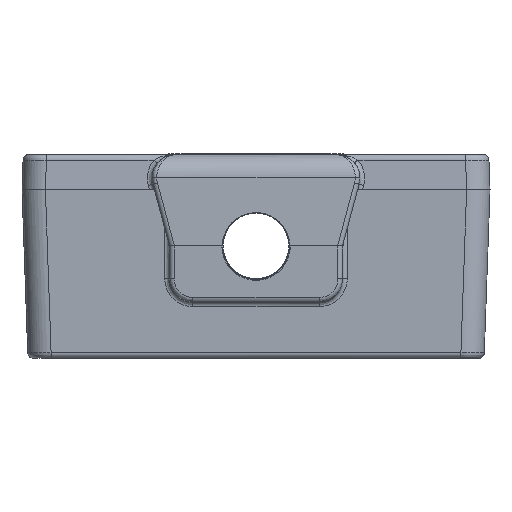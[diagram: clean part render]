
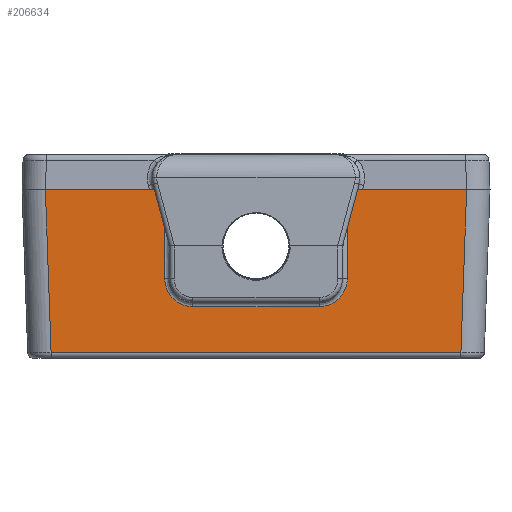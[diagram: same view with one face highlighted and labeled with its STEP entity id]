
A CAD part, left-side view. The second image highlights one B-rep face of the part: STEP entity #206634.
In plain terms, the highlighted planar face has unit normal (-1, 0, -0.018).
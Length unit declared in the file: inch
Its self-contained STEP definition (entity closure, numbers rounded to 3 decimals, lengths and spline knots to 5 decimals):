
#342 = EDGE_CURVE ( 'NONE', #193148, #43028, #196592, .T. ) ;
#386 = VECTOR ( 'NONE', #113331, 39.37008 ) ;
#4595 = CARTESIAN_POINT ( 'NONE',  ( -2.26511, 0.45743, -0.14423 ) ) ;
#6356 = ORIENTED_EDGE ( 'NONE', *, *, #152669, .F. ) ;
#10470 = CARTESIAN_POINT ( 'NONE',  ( -2.2641, -0.35714, -0.20203 ) ) ;
#12801 = CARTESIAN_POINT ( 'NONE',  ( -2.26603, -0.4836, -0.09132 ) ) ;
#13130 = EDGE_CURVE ( 'NONE', #136303, #220982, #34642, .T. ) ;
#16746 = DIRECTION ( 'NONE',  ( -0.017, 0.035, 0.999 ) ) ;
#16762 = ORIENTED_EDGE ( 'NONE', *, *, #216975, .F. ) ;
#22498 = CARTESIAN_POINT ( 'NONE',  ( -2.26443, 0.41305, -0.18314 ) ) ;
#23407 = CARTESIAN_POINT ( 'NONE',  ( -2.2641, -1.375, -0.20206 ) ) ;
#26426 = DIRECTION ( 'NONE',  ( 0., 1., 0. ) ) ;
#26519 = DIRECTION ( 'NONE',  ( 0., -1., 0. ) ) ;
#27158 = CARTESIAN_POINT ( 'NONE',  ( -2.26511, -0.45745, -0.14424 ) ) ;
#28339 = CARTESIAN_POINT ( 'NONE',  ( -2.26672, -0.4875, -0.05206 ) ) ;
#32321 = EDGE_CURVE ( 'NONE', #43028, #207375, #50960, .T. ) ;
#33726 = CARTESIAN_POINT ( 'NONE',  ( -2.275, -1.125, 0.4225 ) ) ;
#33807 = CARTESIAN_POINT ( 'NONE',  ( -2.275, -0.4875, 0.4225 ) ) ;
#33839 = EDGE_CURVE ( 'NONE', #61165, #225012, #96580, .T. ) ;
#34642 = LINE ( 'NONE', #180273, #163744 ) ;
#36197 = FACE_OUTER_BOUND ( 'NONE', #185459, .T. ) ;
#40428 = CARTESIAN_POINT ( 'NONE',  ( -2.26637, 0.48746, -0.0717 ) ) ;
#40532 = CARTESIAN_POINT ( 'NONE',  ( -2.25184, -1.07867, -0.90408 ) ) ;
#43028 = VERTEX_POINT ( 'NONE', #33807 ) ;
#45148 = ORIENTED_EDGE ( 'NONE', *, *, #57927, .F. ) ;
#45348 = VECTOR ( 'NONE', #26519, 39.37008 ) ;
#50960 = LINE ( 'NONE', #194291, #73101 ) ;
#52337 = ORIENTED_EDGE ( 'NONE', *, *, #13130, .F. ) ;
#57927 = EDGE_CURVE ( 'NONE', #225012, #84986, #91958, .T. ) ;
#60798 = DIRECTION ( 'NONE',  ( 0.017, 0., -1. ) ) ;
#61165 = VERTEX_POINT ( 'NONE', #106405 ) ;
#64165 = CARTESIAN_POINT ( 'NONE',  ( -2.2641, -0.3375, -0.20206 ) ) ;
#68135 = ORIENTED_EDGE ( 'NONE', *, *, #192632, .F. ) ;
#70140 = ORIENTED_EDGE ( 'NONE', *, *, #100216, .F. ) ;
#71309 = AXIS2_PLACEMENT_3D ( 'NONE', #91097, #142444, #163891 ) ;
#73101 = VECTOR ( 'NONE', #179868, 39.37008 ) ;
#73621 = VECTOR ( 'NONE', #60798, 39.37008 ) ;
#76241 = CARTESIAN_POINT ( 'NONE',  ( -2.2641, 0.3375, -0.20206 ) ) ;
#76817 = ORIENTED_EDGE ( 'NONE', *, *, #342, .F. ) ;
#77889 = EDGE_CURVE ( 'NONE', #207375, #142626, #221974, .T. ) ;
#80511 = VECTOR ( 'NONE', #169072, 39.37008 ) ;
#80790 = VECTOR ( 'NONE', #220426, 39.37008 ) ;
#83277 = CARTESIAN_POINT ( 'NONE',  ( -2.26443, -0.41306, -0.18317 ) ) ;
#84986 = VERTEX_POINT ( 'NONE', #142969 ) ;
#90350 = CARTESIAN_POINT ( 'NONE',  ( -2.275, 1.125, 0.4225 ) ) ;
#91097 = CARTESIAN_POINT ( 'NONE',  ( -2.25161, -1.375, -0.91765 ) ) ;
#91958 = B_SPLINE_CURVE_WITH_KNOTS ( 'NONE', 3,
 ( #220690, #40428, #94118, #112055, #4595, #166970, #22498, #165778, #164574, #76241 ),
 .UNSPECIFIED., .F., .F.,
 ( 4, 2, 2, 2, 4 ),
 ( 0., 0.25, 0.5, 0.75, 1. ),
 .UNSPECIFIED. ) ;
#94118 = CARTESIAN_POINT ( 'NONE',  ( -2.26603, 0.4836, -0.09133 ) ) ;
#96580 = LINE ( 'NONE', #224360, #73621 ) ;
#100216 = EDGE_CURVE ( 'NONE', #146118, #193148, #183423, .T. ) ;
#102291 = CARTESIAN_POINT ( 'NONE',  ( -2.2654, -0.46858, -0.12761 ) ) ;
#104283 = VECTOR ( 'NONE', #26426, 39.37008 ) ;
#106405 = CARTESIAN_POINT ( 'NONE',  ( -2.275, 0.4875, 0.4225 ) ) ;
#108972 = PLANE ( 'NONE',  #71309 ) ;
#111960 = CARTESIAN_POINT ( 'NONE',  ( -2.2641, -0.3375, -0.20206 ) ) ;
#112055 = CARTESIAN_POINT ( 'NONE',  ( -2.2654, 0.46861, -0.12763 ) ) ;
#113331 = DIRECTION ( 'NONE',  ( 0.017, 0.035, -0.999 ) ) ;
#115312 = LINE ( 'NONE', #23407, #80511 ) ;
#133848 = CARTESIAN_POINT ( 'NONE',  ( -2.2598, -0.6875, -0.44802 ) ) ;
#136303 = VERTEX_POINT ( 'NONE', #167156 ) ;
#142444 = DIRECTION ( 'NONE',  ( 1., 0., 0.017 ) ) ;
#142626 = VERTEX_POINT ( 'NONE', #213209 ) ;
#142969 = CARTESIAN_POINT ( 'NONE',  ( -2.2641, 0.3375, -0.20206 ) ) ;
#145203 = CARTESIAN_POINT ( 'NONE',  ( -2.25161, -0.4875, -0.91765 ) ) ;
#146118 = VERTEX_POINT ( 'NONE', #111960 ) ;
#148206 = CARTESIAN_POINT ( 'NONE',  ( -2.26672, 0.4875, -0.05206 ) ) ;
#152669 = EDGE_CURVE ( 'NONE', #220982, #61165, #207950, .T. ) ;
#163077 = ORIENTED_EDGE ( 'NONE', *, *, #32321, .F. ) ;
#163744 = VECTOR ( 'NONE', #16746, 39.37008 ) ;
#163891 = DIRECTION ( 'NONE',  ( 0.017, 0., -1. ) ) ;
#164574 = CARTESIAN_POINT ( 'NONE',  ( -2.2641, 0.35713, -0.20207 ) ) ;
#165778 = CARTESIAN_POINT ( 'NONE',  ( -2.26417, 0.37676, -0.19816 ) ) ;
#166970 = CARTESIAN_POINT ( 'NONE',  ( -2.26462, 0.42968, -0.17202 ) ) ;
#167156 = CARTESIAN_POINT ( 'NONE',  ( -2.25977, 1.0946, -0.44802 ) ) ;
#169072 = DIRECTION ( 'NONE',  ( 0., -1., 0. ) ) ;
#179868 = DIRECTION ( 'NONE',  ( 0., -1., 0. ) ) ;
#180273 = CARTESIAN_POINT ( 'NONE',  ( -2.2598, 1.0946, -0.44802 ) ) ;
#183423 = B_SPLINE_CURVE_WITH_KNOTS ( 'NONE', 3,
 ( #64165, #10470, #190727, #83277, #210963, #27158, #102291, #12801, #227739, #28339 ),
 .UNSPECIFIED., .F., .F.,
 ( 4, 2, 2, 2, 4 ),
 ( 0., 0.25, 0.5, 0.75, 1. ),
 .UNSPECIFIED. ) ;
#185459 = EDGE_LOOP ( 'NONE', ( #6356, #52337, #16762, #206703, #163077, #76817, #70140, #68135, #45148, #225379 ) ) ;
#190088 = CARTESIAN_POINT ( 'NONE',  ( -2.275, -1.375, 0.4225 ) ) ;
#190727 = CARTESIAN_POINT ( 'NONE',  ( -2.26417, -0.37677, -0.19816 ) ) ;
#192632 = EDGE_CURVE ( 'NONE', #84986, #146118, #115312, .T. ) ;
#193148 = VERTEX_POINT ( 'NONE', #219457 ) ;
#194291 = CARTESIAN_POINT ( 'NONE',  ( -2.275, -1.375, 0.4225 ) ) ;
#196592 = LINE ( 'NONE', #145203, #80790 ) ;
#206634 = ADVANCED_FACE ( 'NONE', ( #36197 ), #108972, .F. ) ;
#206703 = ORIENTED_EDGE ( 'NONE', *, *, #77889, .F. ) ;
#207375 = VERTEX_POINT ( 'NONE', #33726 ) ;
#207950 = LINE ( 'NONE', #190088, #45348 ) ;
#210963 = CARTESIAN_POINT ( 'NONE',  ( -2.26462, -0.42967, -0.17199 ) ) ;
#213209 = CARTESIAN_POINT ( 'NONE',  ( -2.2598, -1.0946, -0.44802 ) ) ;
#216975 = EDGE_CURVE ( 'NONE', #142626, #136303, #225791, .T. ) ;
#219457 = CARTESIAN_POINT ( 'NONE',  ( -2.26672, -0.4875, -0.05206 ) ) ;
#220426 = DIRECTION ( 'NONE',  ( -0.017, 0., 1. ) ) ;
#220690 = CARTESIAN_POINT ( 'NONE',  ( -2.26672, 0.4875, -0.05206 ) ) ;
#220982 = VERTEX_POINT ( 'NONE', #90350 ) ;
#221974 = LINE ( 'NONE', #40532, #386 ) ;
#224360 = CARTESIAN_POINT ( 'NONE',  ( -2.25161, 0.4875, -0.91765 ) ) ;
#225012 = VERTEX_POINT ( 'NONE', #148206 ) ;
#225379 = ORIENTED_EDGE ( 'NONE', *, *, #33839, .F. ) ;
#225791 = LINE ( 'NONE', #133848, #104283 ) ;
#227739 = CARTESIAN_POINT ( 'NONE',  ( -2.26637, -0.4875, -0.0717 ) ) ;
